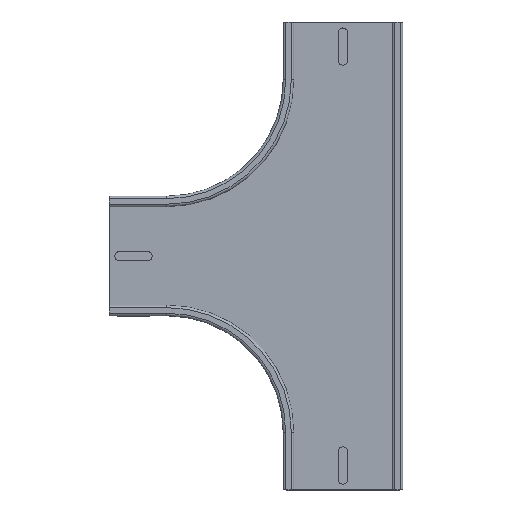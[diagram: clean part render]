
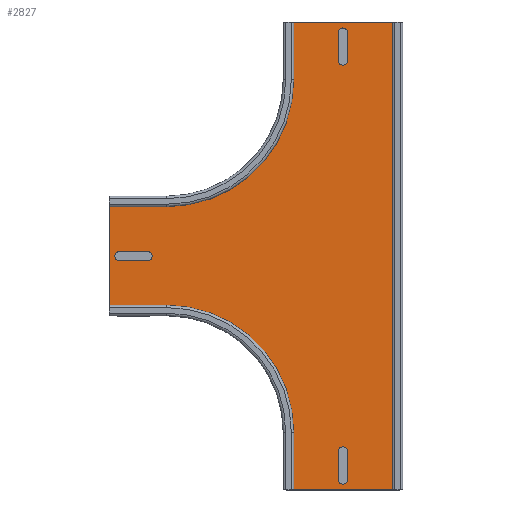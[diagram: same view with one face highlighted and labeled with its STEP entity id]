
A CAD part, top view. The second image highlights one B-rep face of the part: STEP entity #2827.
In plain terms, the highlighted planar face has unit normal (0, 0, 1).
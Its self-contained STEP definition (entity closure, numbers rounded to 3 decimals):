
#126=PLANE('',#3085);
#245=FACE_OUTER_BOUND('',#407,.T.);
#407=EDGE_LOOP('',(#2254,#2255,#2256,#2257,#2258,#2259,#2260,#2261,#2262,
#2263));
#523=CIRCLE('',#2974,102.6);
#582=CIRCLE('',#3086,102.6);
#701=LINE('',#4285,#935);
#737=LINE('',#4390,#971);
#740=LINE('',#4414,#974);
#804=LINE('',#4656,#1038);
#806=LINE('',#4660,#1040);
#807=LINE('',#4662,#1041);
#808=LINE('',#4666,#1042);
#809=LINE('',#4667,#1043);
#935=VECTOR('',#3325,1.);
#971=VECTOR('',#3427,1.);
#974=VECTOR('',#3458,1.);
#1038=VECTOR('',#3740,1.);
#1040=VECTOR('',#3744,1.);
#1041=VECTOR('',#3745,1.);
#1042=VECTOR('',#3748,1.);
#1043=VECTOR('',#3749,1.);
#1174=VERTEX_POINT('',#4282);
#1175=VERTEX_POINT('',#4284);
#1210=VERTEX_POINT('',#4387);
#1211=VERTEX_POINT('',#4389);
#1217=VERTEX_POINT('',#4409);
#1218=VERTEX_POINT('',#4413);
#1288=VERTEX_POINT('',#4659);
#1289=VERTEX_POINT('',#4661);
#1290=VERTEX_POINT('',#4663);
#1291=VERTEX_POINT('',#4665);
#1472=EDGE_CURVE('',#1174,#1175,#701,.T.);
#1524=EDGE_CURVE('',#1210,#1211,#737,.T.);
#1535=EDGE_CURVE('',#1217,#1211,#523,.T.);
#1536=EDGE_CURVE('',#1217,#1218,#740,.T.);
#1658=EDGE_CURVE('',#1210,#1175,#804,.T.);
#1660=EDGE_CURVE('',#1288,#1174,#806,.T.);
#1661=EDGE_CURVE('',#1288,#1289,#807,.T.);
#1662=EDGE_CURVE('',#1290,#1289,#582,.T.);
#1663=EDGE_CURVE('',#1290,#1291,#808,.T.);
#1664=EDGE_CURVE('',#1291,#1218,#809,.T.);
#2254=ORIENTED_EDGE('',*,*,#1660,.F.);
#2255=ORIENTED_EDGE('',*,*,#1661,.T.);
#2256=ORIENTED_EDGE('',*,*,#1662,.F.);
#2257=ORIENTED_EDGE('',*,*,#1663,.T.);
#2258=ORIENTED_EDGE('',*,*,#1664,.T.);
#2259=ORIENTED_EDGE('',*,*,#1536,.F.);
#2260=ORIENTED_EDGE('',*,*,#1535,.T.);
#2261=ORIENTED_EDGE('',*,*,#1524,.F.);
#2262=ORIENTED_EDGE('',*,*,#1658,.T.);
#2263=ORIENTED_EDGE('',*,*,#1472,.F.);
#2827=ADVANCED_FACE('',(#245),#126,.T.);
#2974=AXIS2_PLACEMENT_3D('',#4411,#3454,#3455);
#3085=AXIS2_PLACEMENT_3D('',#4658,#3742,#3743);
#3086=AXIS2_PLACEMENT_3D('',#4664,#3746,#3747);
#3325=DIRECTION('',(0.,-1.,0.));
#3427=DIRECTION('',(0.,1.,0.));
#3454=DIRECTION('center_axis',(0.,0.,-1.));
#3455=DIRECTION('ref_axis',(0.,1.,0.));
#3458=DIRECTION('',(-1.,0.,0.));
#3740=DIRECTION('',(1.,0.,0.));
#3742=DIRECTION('center_axis',(0.,0.,1.));
#3743=DIRECTION('ref_axis',(0.,1.,0.));
#3744=DIRECTION('',(1.,0.,0.));
#3745=DIRECTION('',(0.,-1.,0.));
#3746=DIRECTION('center_axis',(0.,0.,1.));
#3747=DIRECTION('ref_axis',(0.,-1.,0.));
#3748=DIRECTION('',(-1.,0.,0.));
#3749=DIRECTION('',(0.,-1.,0.));
#4282=CARTESIAN_POINT('',(257.952,269.654,1.1));
#4284=CARTESIAN_POINT('',(257.952,-131.346,1.1));
#4285=CARTESIAN_POINT('',(257.952,269.654,1.1));
#4387=CARTESIAN_POINT('',(160.752,-131.346,1.1));
#4389=CARTESIAN_POINT('',(160.752,-82.046,1.1));
#4390=CARTESIAN_POINT('',(160.752,-131.346,1.1));
#4409=CARTESIAN_POINT('',(58.152,20.554,1.1));
#4411=CARTESIAN_POINT('Origin',(58.152,-82.046,1.1));
#4413=CARTESIAN_POINT('',(8.852,20.554,1.1));
#4414=CARTESIAN_POINT('',(58.152,20.554,1.1));
#4656=CARTESIAN_POINT('',(197.852,-131.346,1.1));
#4658=CARTESIAN_POINT('Origin',(58.152,43.554,1.1));
#4659=CARTESIAN_POINT('',(160.752,269.654,1.1));
#4660=CARTESIAN_POINT('',(197.852,269.654,1.1));
#4661=CARTESIAN_POINT('',(160.752,220.354,1.1));
#4662=CARTESIAN_POINT('',(160.752,269.654,1.1));
#4663=CARTESIAN_POINT('',(58.152,117.754,1.1));
#4664=CARTESIAN_POINT('Origin',(58.152,220.354,1.1));
#4665=CARTESIAN_POINT('',(8.852,117.754,1.1));
#4666=CARTESIAN_POINT('',(58.152,117.754,1.1));
#4667=CARTESIAN_POINT('',(8.852,80.654,1.1));
